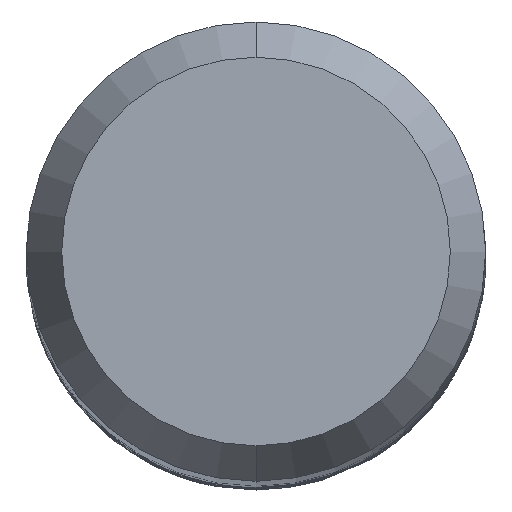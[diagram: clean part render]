
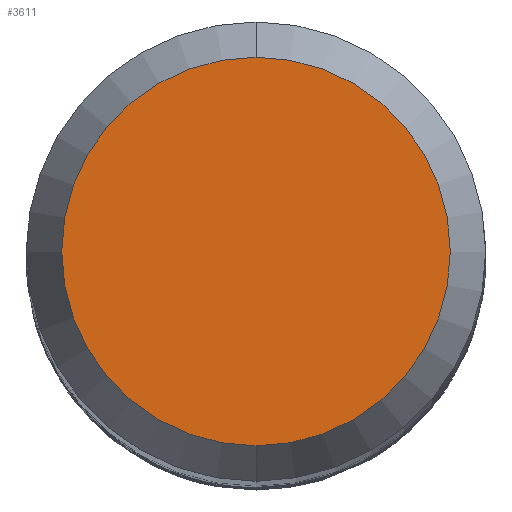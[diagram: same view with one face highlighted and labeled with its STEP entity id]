
A CAD part, top view. The second image highlights one B-rep face of the part: STEP entity #3611.
In plain terms, the highlighted planar face has unit normal (0, 0, 1).
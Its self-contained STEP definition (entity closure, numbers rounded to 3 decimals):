
#1647=EDGE_CURVE('',#2917,#3637,#4188,.T.);
#1805=EDGE_CURVE('',#3637,#2917,#4358,.T.);
#2917=VERTEX_POINT('',#5569);
#3611=ADVANCED_FACE('',(#6314),#6315,.T.);
#3637=VERTEX_POINT('',#6342);
#4188=CIRCLE('',#10282,2.538);
#4358=CIRCLE('',#11778,2.538);
#5569=CARTESIAN_POINT('',(0.0,2.538,0.0));
#6314=FACE_OUTER_BOUND('',#29447,.T.);
#6315=PLANE('',#29448);
#6342=CARTESIAN_POINT('',(0.,-2.538,0.0));
#10282=AXIS2_PLACEMENT_3D('',#31434,#31435,#31436);
#11778=AXIS2_PLACEMENT_3D('',#31580,#31581,#31582);
#29447=EDGE_LOOP('',(#33660,#33661));
#29448=AXIS2_PLACEMENT_3D('',#33662,#33663,#33664);
#31434=CARTESIAN_POINT('',(0.0,0.0,0.0));
#31435=DIRECTION('',(0.0,0.0,-1.0));
#31436=DIRECTION('',(0.0,1.0,0.0));
#31580=CARTESIAN_POINT('',(0.0,0.0,0.0));
#31581=DIRECTION('',(0.0,0.0,-1.0));
#31582=DIRECTION('',(0.0,1.0,0.0));
#33660=ORIENTED_EDGE('',*,*,#1647,.F.);
#33661=ORIENTED_EDGE('',*,*,#1805,.F.);
#33662=CARTESIAN_POINT('',(0.0,1.269,0.0));
#33663=DIRECTION('',(-0.0,0.0,1.0));
#33664=DIRECTION('',(0.0,-1.0,0.0));
